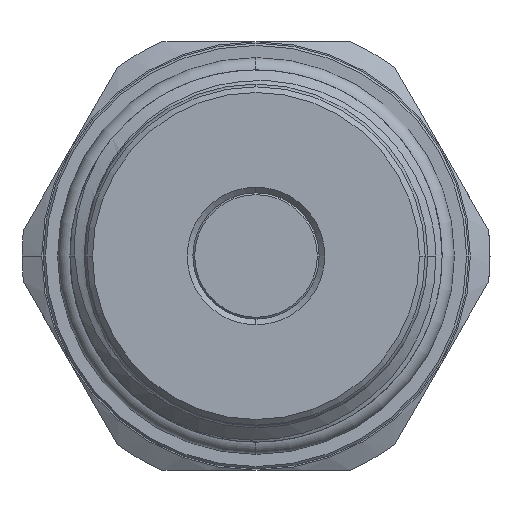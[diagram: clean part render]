
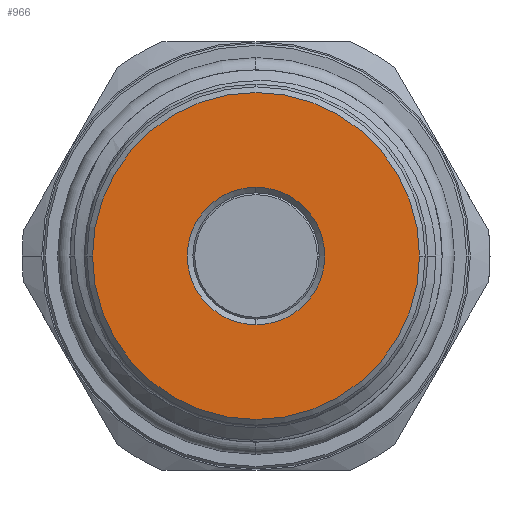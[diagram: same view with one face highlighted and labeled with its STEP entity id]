
A CAD part, left-side view. The second image highlights one B-rep face of the part: STEP entity #966.
In plain terms, the highlighted planar face has unit normal (-1, 0, 0).
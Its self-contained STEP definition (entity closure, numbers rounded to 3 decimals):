
#28 = CIRCLE ( 'NONE', #4512, 6.1 ) ;
#163 = CIRCLE ( 'NONE', #4547, 6.1 ) ;
#193 = CIRCLE ( 'NONE', #4472, 14.5 ) ;
#544 = CIRCLE ( 'NONE', #4612, 14.5 ) ;
#966 = ADVANCED_FACE ( 'NONE', ( #2421, #2427 ), #3711, .F. ) ;
#1369 = CARTESIAN_POINT ( 'NONE',  ( 0.686, 17.073, 0. ) ) ;
#1370 = DIRECTION ( 'NONE',  ( -1., 0., 0. ) ) ;
#1371 = DIRECTION ( 'NONE',  ( 0., 1., 0. ) ) ;
#1571 = CARTESIAN_POINT ( 'NONE',  ( 0.686, 17.073, 0. ) ) ;
#1572 = DIRECTION ( 'NONE',  ( 1., 0., 0. ) ) ;
#1573 = DIRECTION ( 'NONE',  ( 0., 1., 0. ) ) ;
#2059 = ORIENTED_EDGE ( 'NONE', *, *, #2236, .T. ) ;
#2166 = ORIENTED_EDGE ( 'NONE', *, *, #2273, .T. ) ;
#2197 = ORIENTED_EDGE ( 'NONE', *, *, #3218, .T. ) ;
#2236 = EDGE_CURVE ( 'NONE', #2668, #2681, #193, .T. ) ;
#2273 = EDGE_CURVE ( 'NONE', #2933, #2685, #163, .T. ) ;
#2421 = FACE_OUTER_BOUND ( 'NONE', #2748, .T. ) ;
#2427 = FACE_BOUND ( 'NONE', #2870, .T. ) ;
#2668 = VERTEX_POINT ( 'NONE', #5844 ) ;
#2681 = VERTEX_POINT ( 'NONE', #5855 ) ;
#2685 = VERTEX_POINT ( 'NONE', #5859 ) ;
#2748 = EDGE_LOOP ( 'NONE', ( #2059, #2197 ) ) ;
#2868 = ORIENTED_EDGE ( 'NONE', *, *, #3074, .T. ) ;
#2870 = EDGE_LOOP ( 'NONE', ( #2868, #2166 ) ) ;
#2933 = VERTEX_POINT ( 'NONE', #5902 ) ;
#3074 = EDGE_CURVE ( 'NONE', #2685, #2933, #28, .T. ) ;
#3175 = AXIS2_PLACEMENT_3D ( 'NONE', #3732, #3760, #3723 ) ;
#3218 = EDGE_CURVE ( 'NONE', #2681, #2668, #544, .T. ) ;
#3711 = PLANE ( 'NONE',  #3175 ) ;
#3723 = DIRECTION ( 'NONE',  ( 0., 1., 0. ) ) ;
#3732 = CARTESIAN_POINT ( 'NONE',  ( 0.686, 17.073, 0. ) ) ;
#3760 = DIRECTION ( 'NONE',  ( 1., 0., 0. ) ) ;
#4472 = AXIS2_PLACEMENT_3D ( 'NONE', #1369, #1370, #1371 ) ;
#4512 = AXIS2_PLACEMENT_3D ( 'NONE', #6815, #6816, #6817 ) ;
#4547 = AXIS2_PLACEMENT_3D ( 'NONE', #1571, #1572, #1573 ) ;
#4612 = AXIS2_PLACEMENT_3D ( 'NONE', #5461, #5462, #5463 ) ;
#5461 = CARTESIAN_POINT ( 'NONE',  ( 0.686, 17.073, 0. ) ) ;
#5462 = DIRECTION ( 'NONE',  ( -1., 0., 0. ) ) ;
#5463 = DIRECTION ( 'NONE',  ( 0., 1., 0. ) ) ;
#5844 = CARTESIAN_POINT ( 'NONE',  ( 0.686, 31.573, 0. ) ) ;
#5855 = CARTESIAN_POINT ( 'NONE',  ( 0.686, 2.573, 0. ) ) ;
#5859 = CARTESIAN_POINT ( 'NONE',  ( 0.686, 17.073, 6.1 ) ) ;
#5902 = CARTESIAN_POINT ( 'NONE',  ( 0.686, 17.073, -6.1 ) ) ;
#6815 = CARTESIAN_POINT ( 'NONE',  ( 0.686, 17.073, 0. ) ) ;
#6816 = DIRECTION ( 'NONE',  ( 1., 0., 0. ) ) ;
#6817 = DIRECTION ( 'NONE',  ( 0., 1., 0. ) ) ;
